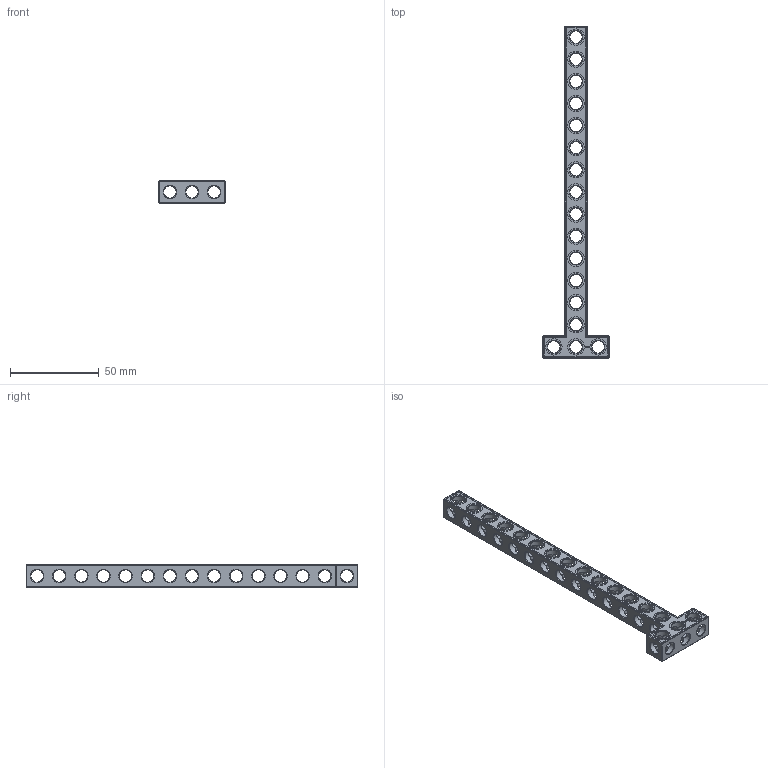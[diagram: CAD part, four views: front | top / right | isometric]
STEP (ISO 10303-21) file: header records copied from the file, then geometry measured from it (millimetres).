
FILE_DESCRIPTION(('FreeCAD Model'),'2;1');
FILE_NAME('Open CASCADE Shape Model','2021-08-07T21:33:14',( 'Paulo Kiefe'),('STEMFIE.org'),'Open CASCADE STEP processor 7.4', 'FreeCAD','Unknown');
FILE_SCHEMA(('AUTOMOTIVE_DESIGN { 1 0 10303 214 1 1 1 1 }'));
Products named in the file (1): Beam_TSH_SYM_ESS_BU03x15x01_-_SPN-BEM-1013_(stemfie.org)
Bounding box: 37.5 x 187.5 x 12.5 mm (x, y, z)
Volume: 16593.4 mm3; surface area: 14948.3 mm2
Topology: 1 solids, 1 shells, 715 faces, 2163 edges, 1431 vertices
Faces by surface type: plane 400, extrusion 142, cylinder 103, cone 70
Full cylindrical faces by diameter (mm): 7 x86, 9.2 x17
Entity records: 63945 total; most frequent: CARTESIAN_POINT 18012, DIRECTION 6809, VECTOR 4494, LINE 4352, ORIENTED_EDGE 4326, PCURVE 4326, DEFINITIONAL_REPRESENTATION 4326, EDGE_CURVE 2163
